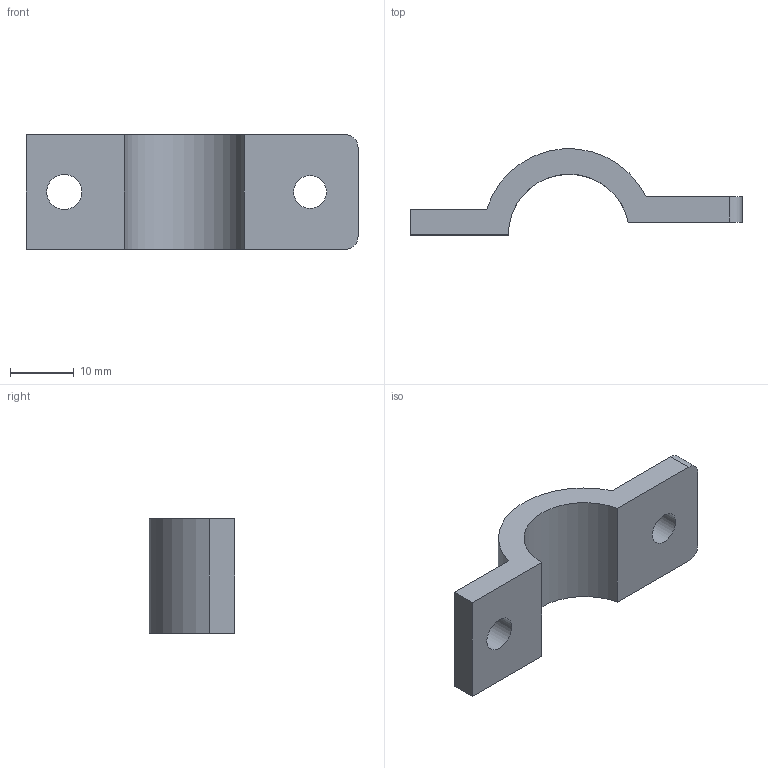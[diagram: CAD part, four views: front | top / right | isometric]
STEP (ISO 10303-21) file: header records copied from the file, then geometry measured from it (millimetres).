
FILE_DESCRIPTION((''),'2;1');
FILE_NAME('BEARING CLAMP 3.stp','2014-06-10T14:56:06',('jge'),(''),'Autodesk Inventor 2012','Autodesk Inventor 2012','');
FILE_SCHEMA(('AUTOMOTIVE_DESIGN { 1 0 10303 214 1 1 1 1 }'));
Length unit declared in the file: millimetre
Products named in the file (1): BEARING CLAMP 3
Bounding box: 51.99 x 13.46 x 18 mm (x, y, z)
Volume: 4132.5 mm3; surface area: 2821 mm2
Topology: 1 solids, 1 shells, 14 faces, 36 edges, 24 vertices
Faces by surface type: plane 8, cylinder 6
Full cylindrical faces by diameter (mm): 5.15 x1, 5.5 x1
Entity records: 456 total; most frequent: DIRECTION 76, CARTESIAN_POINT 73, ORIENTED_EDGE 68, EDGE_CURVE 34, AXIS2_PLACEMENT_3D 27, VERTEX_POINT 24, VECTOR 22, LINE 22
